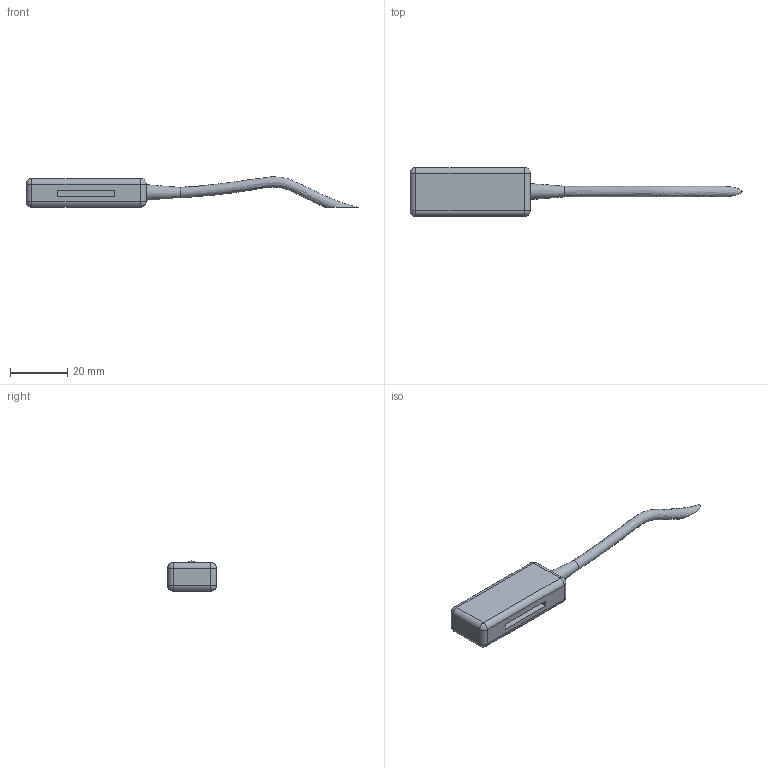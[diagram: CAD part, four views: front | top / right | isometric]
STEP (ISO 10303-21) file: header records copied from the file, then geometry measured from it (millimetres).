
FILE_DESCRIPTION(('FreeCAD Model'),'2;1');
FILE_NAME('Open CASCADE Shape Model','2023-06-02T07:35:25',('BT'),(''), 'Open CASCADE STEP processor 7.6','FreeCAD','Unknown');
FILE_SCHEMA(('AUTOMOTIVE_DESIGN { 1 0 10303 214 1 1 1 1 }'));
Length unit declared in the file: millimetre
Products named in the file (1): Body
Bounding box: 115.89 x 17 x 10.61 mm (x, y, z)
Volume: 7529.1 mm3; surface area: 3443.3 mm2
Topology: 1 solids, 1 shells, 34 faces, 73 edges, 35 vertices
Faces by surface type: plane 12, cylinder 12, sphere 8, cone 1, bspline 1
Entity records: 8429 total; most frequent: CARTESIAN_POINT 7717, DIRECTION 157, ORIENTED_EDGE 130, EDGE_CURVE 65, AXIS2_PLACEMENT_3D 60, LINE 37, VECTOR 37, FACE_BOUND 36
